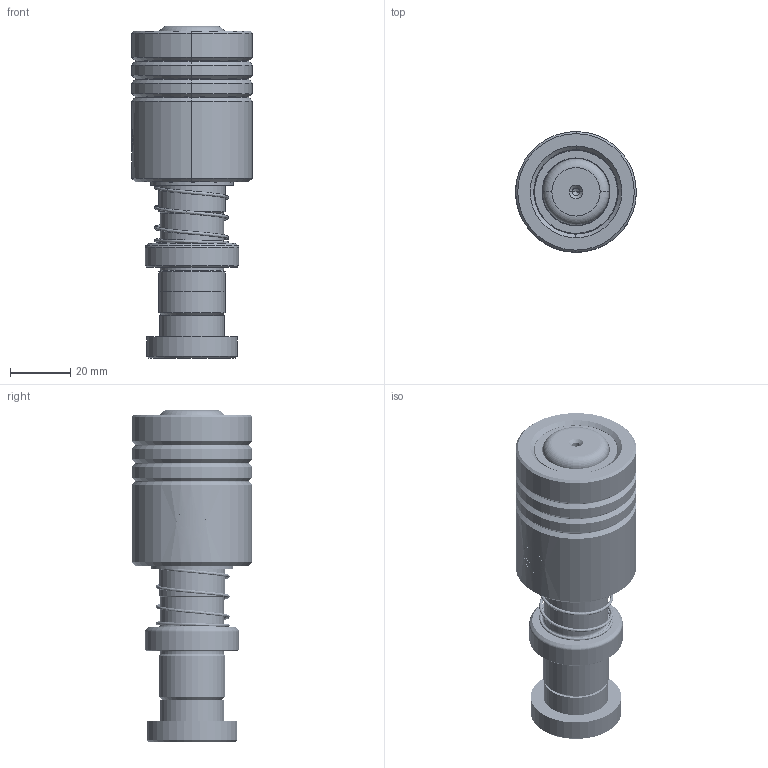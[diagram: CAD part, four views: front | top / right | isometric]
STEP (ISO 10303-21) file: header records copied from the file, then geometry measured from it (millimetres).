
FILE_DESCRIPTION (( 'STEP AP214' ), '1' );
FILE_NAME ('HBSH(HBJH)-D22-L80(BL-50).STEP', '2021-08-13T07:47:26', ( '' ), ( '' ), 'SwSTEP 2.0', 'SolidWorks 2016', '' );
FILE_SCHEMA (( 'AUTOMOTIVE_DESIGN' ));
Length unit declared in the file: millimetre
Products named in the file (257): BALL-D3; DRP蹟簽D22; HWP-D24.5-d22.5-L40; BSH-27.5-22.5-L50; DRP-D22-L80; TBB-D40-d28-L50; BSH-D27.5-22.5-L50郪蚾; HBSH(HBJH)-D22-L80(BL-50)
Assembly tree (251 placements, depth 3):
  BALL-D3
  BALL-D3
  BALL-D3
  BALL-D3
  DRP蹟簽D22
Bounding box: 40 x 40 x 110 mm (x, y, z)
Volume: 82702.3 mm3; surface area: 45183.3 mm2
Topology: 247 solids, 247 shells, 1112 faces, 4733 edges, 3138 vertices
Faces by surface type: sphere 968, cylinder 42, cone 40, torus 24, plane 24, bspline 14
Entity records: 48972 total; most frequent: CARTESIAN_POINT 28181, ORIENTED_EDGE 3640, DIRECTION 3164, EDGE_CURVE 1820, AXIS2_PLACEMENT_3D 1525, VERTEX_POINT 1190, EDGE_LOOP 1108, B_SPLINE_CURVE_WITH_KNOTS 1057
